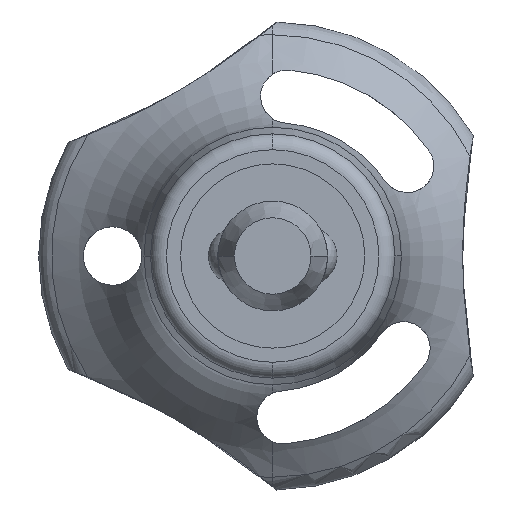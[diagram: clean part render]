
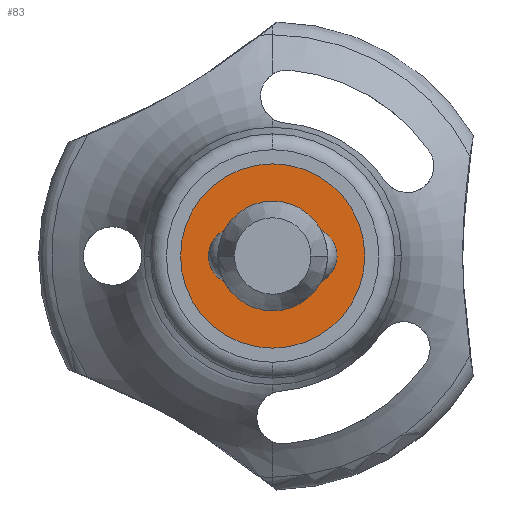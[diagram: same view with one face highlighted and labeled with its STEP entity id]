
A CAD part, front view. The second image highlights one B-rep face of the part: STEP entity #83.
In plain terms, the highlighted planar face has unit normal (0, -1, 0).
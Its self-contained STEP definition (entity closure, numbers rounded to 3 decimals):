
#83=ADVANCED_FACE('',(#210,#211),#212,.T.);
#210=FACE_OUTER_BOUND('',#382,.T.);
#211=FACE_BOUND('',#383,.T.);
#212=PLANE('',#384);
#382=EDGE_LOOP('',(#575,#576));
#383=EDGE_LOOP('',(#577,#578));
#384=AXIS2_PLACEMENT_3D('',#579,#580,#581);
#575=ORIENTED_EDGE('',*,*,#1082,.F.);
#576=ORIENTED_EDGE('',*,*,#1083,.F.);
#577=ORIENTED_EDGE('',*,*,#1084,.T.);
#578=ORIENTED_EDGE('',*,*,#1085,.T.);
#579=CARTESIAN_POINT('',(-2.0,0.0,0.0));
#580=DIRECTION('',(0.,-1.0,0.0));
#581=DIRECTION('',(1.0,0.,0.0));
#1082=EDGE_CURVE('',#1312,#1313,#1314,.T.);
#1083=EDGE_CURVE('',#1313,#1312,#1315,.T.);
#1084=EDGE_CURVE('',#1316,#1317,#1318,.T.);
#1085=EDGE_CURVE('',#1317,#1316,#1319,.T.);
#1312=VERTEX_POINT('',#1876);
#1313=VERTEX_POINT('',#1877);
#1314=CIRCLE('',#1878,4.0);
#1315=CIRCLE('',#1879,4.0);
#1316=VERTEX_POINT('',#1880);
#1317=VERTEX_POINT('',#1881);
#1318=CIRCLE('',#1882,2.381);
#1319=CIRCLE('',#1883,2.381);
#1876=CARTESIAN_POINT('',(-4.0,0.0,0.0));
#1877=CARTESIAN_POINT('',(4.0,0.,0.));
#1878=AXIS2_PLACEMENT_3D('',#3769,#3770,#3771);
#1879=AXIS2_PLACEMENT_3D('',#3772,#3773,#3774);
#1880=CARTESIAN_POINT('',(0.,0.0,-2.381));
#1881=CARTESIAN_POINT('',(0.,0.,2.381));
#1882=AXIS2_PLACEMENT_3D('',#3775,#3776,#3777);
#1883=AXIS2_PLACEMENT_3D('',#3778,#3779,#3780);
#3769=CARTESIAN_POINT('',(0.,0.0,0.0));
#3770=DIRECTION('',(0.,1.0,0.0));
#3771=DIRECTION('',(-1.0,0.,0.0));
#3772=CARTESIAN_POINT('',(0.,0.0,0.0));
#3773=DIRECTION('',(0.,1.0,0.0));
#3774=DIRECTION('',(-1.0,0.,0.0));
#3775=CARTESIAN_POINT('',(0.,0.0,0.0));
#3776=DIRECTION('',(0.,1.0,0.0));
#3777=DIRECTION('',(0.0,0.0,-1.0));
#3778=CARTESIAN_POINT('',(0.,0.0,0.0));
#3779=DIRECTION('',(0.,1.0,0.0));
#3780=DIRECTION('',(0.0,0.0,-1.0));
